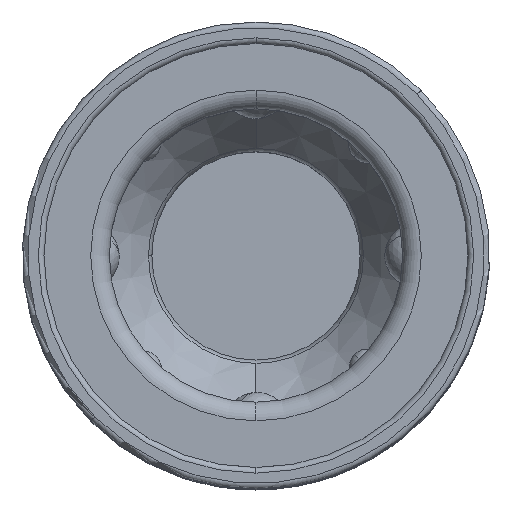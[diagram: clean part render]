
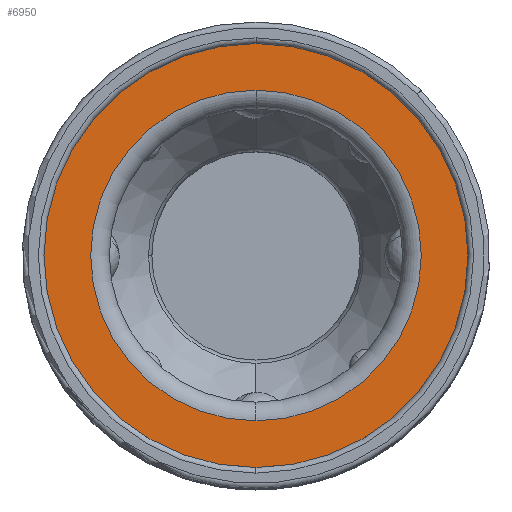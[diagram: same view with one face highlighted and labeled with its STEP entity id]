
A CAD part, top view. The second image highlights one B-rep face of the part: STEP entity #6950.
In plain terms, the highlighted planar face has unit normal (0, 0, 1).
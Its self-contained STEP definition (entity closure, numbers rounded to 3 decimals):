
#77 = EDGE_CURVE ( 'NONE', #20719, #2448, #12496, .T. ) ;
#187 = DIRECTION ( 'NONE',  ( 0., 0., 1. ) ) ;
#852 = DIRECTION ( 'NONE',  ( 0., 0., -1. ) ) ;
#2036 = CARTESIAN_POINT ( 'NONE',  ( 0., -41.15, 70.1 ) ) ;
#2332 = EDGE_CURVE ( 'NONE', #2448, #20719, #13293, .T. ) ;
#2448 = VERTEX_POINT ( 'NONE', #2036 ) ;
#2605 = DIRECTION ( 'NONE',  ( 1., 0., 0. ) ) ;
#3813 = PLANE ( 'NONE',  #12954 ) ;
#4501 = VERTEX_POINT ( 'NONE', #13861 ) ;
#6522 = DIRECTION ( 'NONE',  ( 0., 0., -1. ) ) ;
#6797 = CARTESIAN_POINT ( 'NONE',  ( 0., -50., 70.1 ) ) ;
#6850 = EDGE_LOOP ( 'NONE', ( #19713, #14981 ) ) ;
#6950 = ADVANCED_FACE ( 'NONE', ( #17411, #19211 ), #3813, .T. ) ;
#7042 = DIRECTION ( 'NONE',  ( 0., -1., 0. ) ) ;
#7542 = DIRECTION ( 'NONE',  ( 0., 0., -1. ) ) ;
#7792 = CIRCLE ( 'NONE', #20353, 11.35 ) ;
#9826 = EDGE_CURVE ( 'NONE', #9892, #4501, #18825, .T. ) ;
#9892 = VERTEX_POINT ( 'NONE', #12779 ) ;
#10517 = DIRECTION ( 'NONE',  ( 0., -1., 0. ) ) ;
#10877 = ORIENTED_EDGE ( 'NONE', *, *, #2332, .T. ) ;
#11879 = EDGE_CURVE ( 'NONE', #4501, #9892, #7792, .T. ) ;
#12169 = CARTESIAN_POINT ( 'NONE',  ( 0., -50., 70.1 ) ) ;
#12496 = CIRCLE ( 'NONE', #15770, 8.85 ) ;
#12779 = CARTESIAN_POINT ( 'NONE',  ( 0., -61.35, 70.1 ) ) ;
#12954 = AXIS2_PLACEMENT_3D ( 'NONE', #6797, #187, #7042 ) ;
#13293 = CIRCLE ( 'NONE', #16556, 8.85 ) ;
#13356 = DIRECTION ( 'NONE',  ( 0., -1., 0. ) ) ;
#13861 = CARTESIAN_POINT ( 'NONE',  ( 0., -38.65, 70.1 ) ) ;
#14667 = ORIENTED_EDGE ( 'NONE', *, *, #77, .T. ) ;
#14981 = ORIENTED_EDGE ( 'NONE', *, *, #9826, .F. ) ;
#15059 = CARTESIAN_POINT ( 'NONE',  ( 0., -50., 70.1 ) ) ;
#15770 = AXIS2_PLACEMENT_3D ( 'NONE', #12169, #19064, #10517 ) ;
#16118 = DIRECTION ( 'NONE',  ( 1., 0., 0. ) ) ;
#16323 = AXIS2_PLACEMENT_3D ( 'NONE', #17793, #7542, #2605 ) ;
#16556 = AXIS2_PLACEMENT_3D ( 'NONE', #15059, #6522, #13356 ) ;
#17411 = FACE_BOUND ( 'NONE', #18368, .T. ) ;
#17793 = CARTESIAN_POINT ( 'NONE',  ( 0., -50., 70.1 ) ) ;
#18276 = CARTESIAN_POINT ( 'NONE',  ( 0., -50., 70.1 ) ) ;
#18368 = EDGE_LOOP ( 'NONE', ( #14667, #10877 ) ) ;
#18674 = CARTESIAN_POINT ( 'NONE',  ( 0., -58.85, 70.1 ) ) ;
#18825 = CIRCLE ( 'NONE', #16323, 11.35 ) ;
#19064 = DIRECTION ( 'NONE',  ( 0., 0., -1. ) ) ;
#19211 = FACE_OUTER_BOUND ( 'NONE', #6850, .T. ) ;
#19713 = ORIENTED_EDGE ( 'NONE', *, *, #11879, .F. ) ;
#20353 = AXIS2_PLACEMENT_3D ( 'NONE', #18276, #852, #16118 ) ;
#20719 = VERTEX_POINT ( 'NONE', #18674 ) ;
